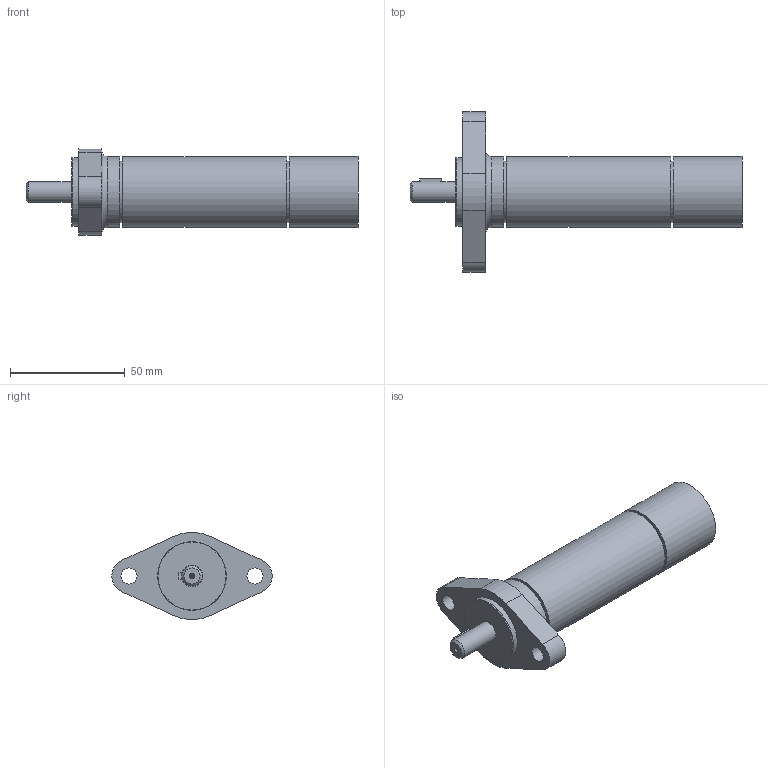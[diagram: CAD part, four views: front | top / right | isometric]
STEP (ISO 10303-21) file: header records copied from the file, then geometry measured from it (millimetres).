
FILE_DESCRIPTION((''),'2;1');
FILE_NAME('MUD 9-560_29906467.stp','2009-06-04T13:52:42',('rmorof'),(''),'Autodesk Inventor 2008','Autodesk Inventor 2008','');
FILE_SCHEMA(('CONFIG_CONTROL_DESIGN'));
Length unit declared in the file: millimetre
Products named in the file (1): MUD 9-560_29906467
Bounding box: 144.9 x 70 x 37.86 mm (x, y, z)
Volume: 102361.8 mm3; surface area: 18956.5 mm2
Topology: 1 solids, 1 shells, 58 faces, 126 edges, 81 vertices
Faces by surface type: plane 26, cylinder 18, bspline 8, cone 6
Full cylindrical faces by diameter (mm): 7 x2, 9 x1, 9.5 x1, 26.789 x2, 30 x1, 31 x3
Entity records: 1618 total; most frequent: CARTESIAN_POINT 398, DIRECTION 248, ORIENTED_EDGE 178, AXIS2_PLACEMENT_3D 110, EDGE_LOOP 100, EDGE_CURVE 89, VERTEX_POINT 69, CIRCLE 59
